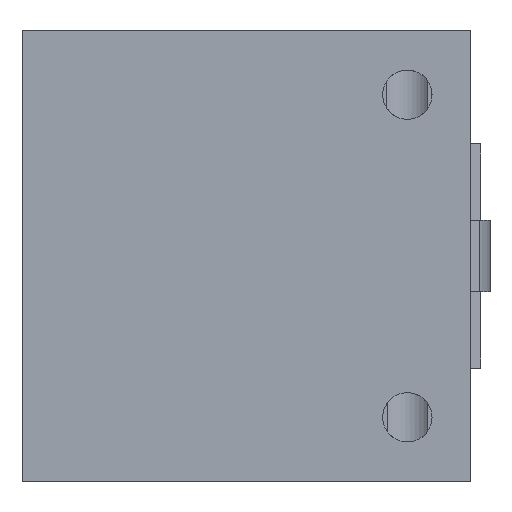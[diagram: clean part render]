
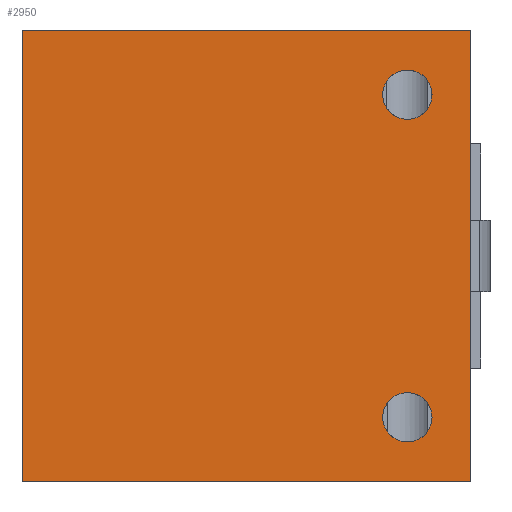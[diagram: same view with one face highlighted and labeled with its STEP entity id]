
A CAD part, front view. The second image highlights one B-rep face of the part: STEP entity #2950.
In plain terms, the highlighted planar face has unit normal (0, -1, 0).
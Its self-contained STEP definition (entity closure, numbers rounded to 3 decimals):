
#166=CIRCLE('',#3209,2.75);
#167=CIRCLE('',#3210,2.75);
#468=ORIENTED_EDGE('',*,*,#1292,.T.);
#469=ORIENTED_EDGE('',*,*,#1293,.F.);
#470=ORIENTED_EDGE('',*,*,#1279,.T.);
#471=ORIENTED_EDGE('',*,*,#1294,.F.);
#472=ORIENTED_EDGE('',*,*,#1295,.F.);
#473=ORIENTED_EDGE('',*,*,#1235,.T.);
#1235=EDGE_CURVE('',#1647,#1646,#1895,.T.);
#1279=EDGE_CURVE('',#1646,#1685,#1926,.T.);
#1292=EDGE_CURVE('',#1693,#1693,#166,.T.);
#1293=EDGE_CURVE('',#1694,#1694,#167,.T.);
#1294=EDGE_CURVE('',#1695,#1685,#1937,.T.);
#1295=EDGE_CURVE('',#1647,#1695,#1938,.T.);
#1646=VERTEX_POINT('',#4655);
#1647=VERTEX_POINT('',#4657);
#1685=VERTEX_POINT('',#4769);
#1693=VERTEX_POINT('',#4793);
#1694=VERTEX_POINT('',#4795);
#1695=VERTEX_POINT('',#4797);
#1895=LINE('',#4656,#2164);
#1926=LINE('',#4770,#2195);
#1937=LINE('',#4796,#2206);
#1938=LINE('',#4798,#2207);
#2164=VECTOR('',#3674,1000.);
#2195=VECTOR('',#3737,1000.);
#2206=VECTOR('',#3760,1000.);
#2207=VECTOR('',#3761,1000.);
#2392=EDGE_LOOP('',(#468));
#2393=EDGE_LOOP('',(#469));
#2394=EDGE_LOOP('',(#470,#471,#472,#473));
#2627=FACE_BOUND('',#2392,.T.);
#2628=FACE_BOUND('',#2393,.T.);
#2629=FACE_BOUND('',#2394,.T.);
#2841=PLANE('',#3208);
#2950=ADVANCED_FACE('',(#2627,#2628,#2629),#2841,.F.);
#3208=AXIS2_PLACEMENT_3D('',#4791,#3754,#3755);
#3209=AXIS2_PLACEMENT_3D('',#4792,#3756,#3757);
#3210=AXIS2_PLACEMENT_3D('',#4794,#3758,#3759);
#3674=DIRECTION('',(0.,0.,-1.));
#3737=DIRECTION('',(1.,0.,0.));
#3754=DIRECTION('',(0.,1.,0.));
#3755=DIRECTION('',(0.,0.,1.));
#3756=DIRECTION('',(0.,1.,0.));
#3757=DIRECTION('',(0.,0.,1.));
#3758=DIRECTION('',(0.,-1.,0.));
#3759=DIRECTION('',(0.,0.,-1.));
#3760=DIRECTION('',(0.,0.,-1.));
#3761=DIRECTION('',(1.,0.,0.));
#4655=CARTESIAN_POINT('',(-25.,0.,-25.2));
#4656=CARTESIAN_POINT('',(-25.,0.,25.2));
#4657=CARTESIAN_POINT('',(-25.,0.,25.2));
#4769=CARTESIAN_POINT('',(25.,0.,-25.2));
#4770=CARTESIAN_POINT('',(-25.,0.,-25.2));
#4791=CARTESIAN_POINT('',(-25.,0.,25.2));
#4792=CARTESIAN_POINT('',(18.,0.,18.));
#4793=CARTESIAN_POINT('',(18.,0.,20.75));
#4794=CARTESIAN_POINT('',(18.,0.,-18.));
#4795=CARTESIAN_POINT('',(18.,0.,-20.75));
#4796=CARTESIAN_POINT('',(25.,0.,25.2));
#4797=CARTESIAN_POINT('',(25.,0.,25.2));
#4798=CARTESIAN_POINT('',(-25.,0.,25.2));
